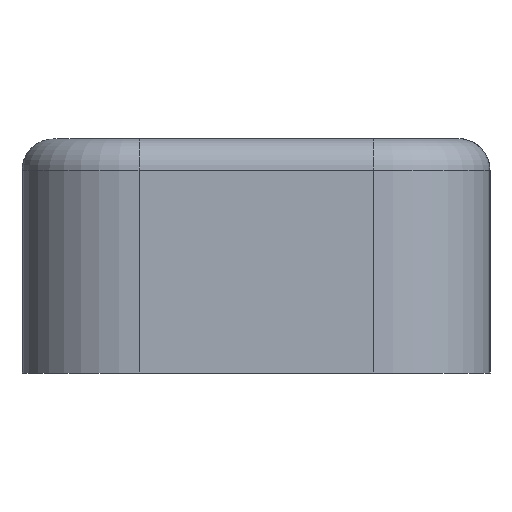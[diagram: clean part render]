
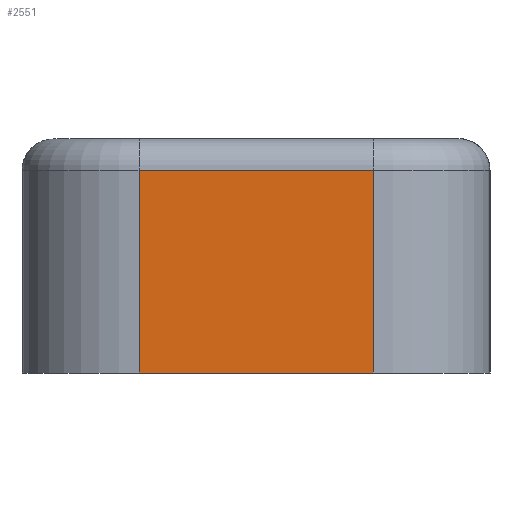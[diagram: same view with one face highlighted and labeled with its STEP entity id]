
A CAD part, left-side view. The second image highlights one B-rep face of the part: STEP entity #2551.
In plain terms, the highlighted planar face has unit normal (-1, 0, 0).
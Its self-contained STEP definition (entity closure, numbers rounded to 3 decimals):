
#431 = CYLINDRICAL_SURFACE('',#432,2.);
#432 = AXIS2_PLACEMENT_3D('',#433,#434,#435);
#433 = CARTESIAN_POINT('',(-73.,-6.721,13.));
#434 = DIRECTION('',(0.,1.,0.));
#435 = DIRECTION('',(0.,0.,1.));
#895 = VERTEX_POINT('',#896);
#896 = CARTESIAN_POINT('',(-75.,-6.721,13.));
#933 = CYLINDRICAL_SURFACE('',#934,7.5);
#934 = AXIS2_PLACEMENT_3D('',#935,#936,#937);
#935 = CARTESIAN_POINT('',(-67.5,-6.721,0.));
#936 = DIRECTION('',(0.,0.,1.));
#937 = DIRECTION('',(0.,-1.,0.));
#1003 = EDGE_CURVE('',#895,#1004,#1006,.T.);
#1004 = VERTEX_POINT('',#1005);
#1005 = CARTESIAN_POINT('',(-75.,8.279,13.));
#1006 = SURFACE_CURVE('',#1007,(#1011,#1018),.PCURVE_S1.);
#1007 = LINE('',#1008,#1009);
#1008 = CARTESIAN_POINT('',(-75.,-6.721,13.));
#1009 = VECTOR('',#1010,1.);
#1010 = DIRECTION('',(0.,1.,0.));
#1011 = PCURVE('',#431,#1012);
#1012 = DEFINITIONAL_REPRESENTATION('',(#1013),#1017);
#1013 = LINE('',#1014,#1015);
#1014 = CARTESIAN_POINT('',(-1.571,0.));
#1015 = VECTOR('',#1016,1.);
#1016 = DIRECTION('',(-0.,1.));
#1017 = ( GEOMETRIC_REPRESENTATION_CONTEXT(2) 
PARAMETRIC_REPRESENTATION_CONTEXT() REPRESENTATION_CONTEXT('2D SPACE',''
  ) );
#1018 = PCURVE('',#1019,#1024);
#1019 = PLANE('',#1020);
#1020 = AXIS2_PLACEMENT_3D('',#1021,#1022,#1023);
#1021 = CARTESIAN_POINT('',(-75.,15.779,0.));
#1022 = DIRECTION('',(1.,0.,0.));
#1023 = DIRECTION('',(0.,-1.,0.));
#1024 = DEFINITIONAL_REPRESENTATION('',(#1025),#1029);
#1025 = LINE('',#1026,#1027);
#1026 = CARTESIAN_POINT('',(22.5,-13.));
#1027 = VECTOR('',#1028,1.);
#1028 = DIRECTION('',(-1.,0.));
#1029 = ( GEOMETRIC_REPRESENTATION_CONTEXT(2) 
PARAMETRIC_REPRESENTATION_CONTEXT() REPRESENTATION_CONTEXT('2D SPACE',''
  ) );
#1147 = CYLINDRICAL_SURFACE('',#1148,7.5);
#1148 = AXIS2_PLACEMENT_3D('',#1149,#1150,#1151);
#1149 = CARTESIAN_POINT('',(-67.5,8.279,0.));
#1150 = DIRECTION('',(0.,0.,1.));
#1151 = DIRECTION('',(0.,1.,0.));
#2486 = PLANE('',#2487);
#2487 = AXIS2_PLACEMENT_3D('',#2488,#2489,#2490);
#2488 = CARTESIAN_POINT('',(0.,0.779,0.));
#2489 = DIRECTION('',(0.,0.,1.));
#2490 = DIRECTION('',(1.,0.,0.));
#2503 = VERTEX_POINT('',#2504);
#2504 = CARTESIAN_POINT('',(-75.,-6.721,0.));
#2530 = EDGE_CURVE('',#2503,#895,#2531,.T.);
#2531 = SURFACE_CURVE('',#2532,(#2536,#2543),.PCURVE_S1.);
#2532 = LINE('',#2533,#2534);
#2533 = CARTESIAN_POINT('',(-75.,-6.721,0.));
#2534 = VECTOR('',#2535,1.);
#2535 = DIRECTION('',(0.,0.,1.));
#2536 = PCURVE('',#933,#2537);
#2537 = DEFINITIONAL_REPRESENTATION('',(#2538),#2542);
#2538 = LINE('',#2539,#2540);
#2539 = CARTESIAN_POINT('',(-1.571,0.));
#2540 = VECTOR('',#2541,1.);
#2541 = DIRECTION('',(-0.,1.));
#2542 = ( GEOMETRIC_REPRESENTATION_CONTEXT(2) 
PARAMETRIC_REPRESENTATION_CONTEXT() REPRESENTATION_CONTEXT('2D SPACE',''
  ) );
#2543 = PCURVE('',#1019,#2544);
#2544 = DEFINITIONAL_REPRESENTATION('',(#2545),#2549);
#2545 = LINE('',#2546,#2547);
#2546 = CARTESIAN_POINT('',(22.5,0.));
#2547 = VECTOR('',#2548,1.);
#2548 = DIRECTION('',(0.,-1.));
#2549 = ( GEOMETRIC_REPRESENTATION_CONTEXT(2) 
PARAMETRIC_REPRESENTATION_CONTEXT() REPRESENTATION_CONTEXT('2D SPACE',''
  ) );
#2551 = ADVANCED_FACE('',(#2552),#1019,.F.);
#2552 = FACE_BOUND('',#2553,.F.);
#2553 = EDGE_LOOP('',(#2554,#2577,#2578,#2579));
#2554 = ORIENTED_EDGE('',*,*,#2555,.T.);
#2555 = EDGE_CURVE('',#2556,#1004,#2558,.T.);
#2556 = VERTEX_POINT('',#2557);
#2557 = CARTESIAN_POINT('',(-75.,8.279,0.));
#2558 = SURFACE_CURVE('',#2559,(#2563,#2570),.PCURVE_S1.);
#2559 = LINE('',#2560,#2561);
#2560 = CARTESIAN_POINT('',(-75.,8.279,0.));
#2561 = VECTOR('',#2562,1.);
#2562 = DIRECTION('',(0.,0.,1.));
#2563 = PCURVE('',#1019,#2564);
#2564 = DEFINITIONAL_REPRESENTATION('',(#2565),#2569);
#2565 = LINE('',#2566,#2567);
#2566 = CARTESIAN_POINT('',(7.5,0.));
#2567 = VECTOR('',#2568,1.);
#2568 = DIRECTION('',(0.,-1.));
#2569 = ( GEOMETRIC_REPRESENTATION_CONTEXT(2) 
PARAMETRIC_REPRESENTATION_CONTEXT() REPRESENTATION_CONTEXT('2D SPACE',''
  ) );
#2570 = PCURVE('',#1147,#2571);
#2571 = DEFINITIONAL_REPRESENTATION('',(#2572),#2576);
#2572 = LINE('',#2573,#2574);
#2573 = CARTESIAN_POINT('',(1.571,0.));
#2574 = VECTOR('',#2575,1.);
#2575 = DIRECTION('',(0.,1.));
#2576 = ( GEOMETRIC_REPRESENTATION_CONTEXT(2) 
PARAMETRIC_REPRESENTATION_CONTEXT() REPRESENTATION_CONTEXT('2D SPACE',''
  ) );
#2577 = ORIENTED_EDGE('',*,*,#1003,.F.);
#2578 = ORIENTED_EDGE('',*,*,#2530,.F.);
#2579 = ORIENTED_EDGE('',*,*,#2580,.F.);
#2580 = EDGE_CURVE('',#2556,#2503,#2581,.T.);
#2581 = SURFACE_CURVE('',#2582,(#2586,#2593),.PCURVE_S1.);
#2582 = LINE('',#2583,#2584);
#2583 = CARTESIAN_POINT('',(-75.,15.779,0.));
#2584 = VECTOR('',#2585,1.);
#2585 = DIRECTION('',(0.,-1.,0.));
#2586 = PCURVE('',#1019,#2587);
#2587 = DEFINITIONAL_REPRESENTATION('',(#2588),#2592);
#2588 = LINE('',#2589,#2590);
#2589 = CARTESIAN_POINT('',(0.,0.));
#2590 = VECTOR('',#2591,1.);
#2591 = DIRECTION('',(1.,0.));
#2592 = ( GEOMETRIC_REPRESENTATION_CONTEXT(2) 
PARAMETRIC_REPRESENTATION_CONTEXT() REPRESENTATION_CONTEXT('2D SPACE',''
  ) );
#2593 = PCURVE('',#2486,#2594);
#2594 = DEFINITIONAL_REPRESENTATION('',(#2595),#2599);
#2595 = LINE('',#2596,#2597);
#2596 = CARTESIAN_POINT('',(-75.,15.));
#2597 = VECTOR('',#2598,1.);
#2598 = DIRECTION('',(0.,-1.));
#2599 = ( GEOMETRIC_REPRESENTATION_CONTEXT(2) 
PARAMETRIC_REPRESENTATION_CONTEXT() REPRESENTATION_CONTEXT('2D SPACE',''
  ) );
